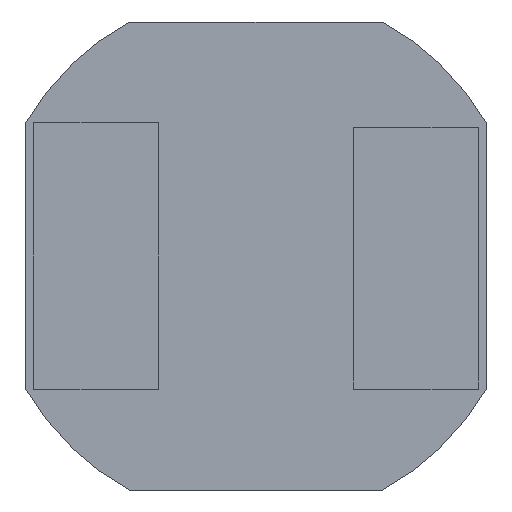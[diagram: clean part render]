
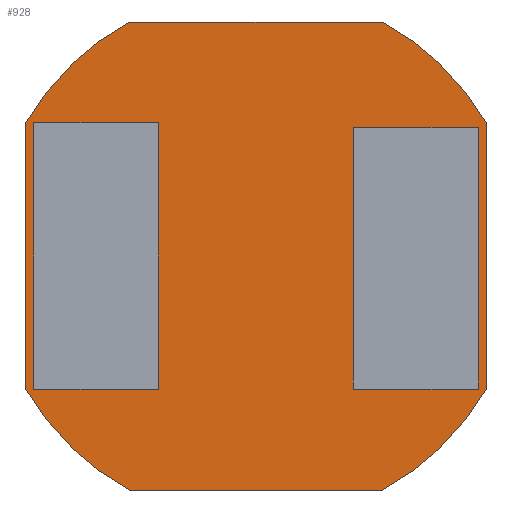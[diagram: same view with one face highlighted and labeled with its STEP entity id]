
A CAD part, front view. The second image highlights one B-rep face of the part: STEP entity #928.
In plain terms, the highlighted planar face has unit normal (0, -1, 0).
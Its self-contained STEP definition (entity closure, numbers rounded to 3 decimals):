
#30=FACE_BOUND('',#171,.T.);
#31=FACE_BOUND('',#172,.T.);
#64=PLANE('',#1016);
#114=FACE_OUTER_BOUND('',#170,.T.);
#170=EDGE_LOOP('',(#806,#807,#808,#809,#810,#811,#812,#813));
#171=EDGE_LOOP('',(#814,#815,#816,#817));
#172=EDGE_LOOP('',(#818,#819,#820,#821));
#190=LINE('',#1331,#270);
#194=LINE('',#1339,#274);
#197=LINE('',#1345,#277);
#200=LINE('',#1350,#280);
#202=LINE('',#1356,#282);
#206=LINE('',#1364,#286);
#209=LINE('',#1370,#289);
#212=LINE('',#1375,#292);
#242=LINE('',#1572,#322);
#245=LINE('',#1580,#325);
#248=LINE('',#1588,#328);
#252=LINE('',#1599,#332);
#270=VECTOR('',#1080,3.348);
#274=VECTOR('',#1086,1.6);
#277=VECTOR('',#1091,3.348);
#280=VECTOR('',#1096,1.6);
#282=VECTOR('',#1102,3.41);
#286=VECTOR('',#1108,1.6);
#289=VECTOR('',#1113,3.41);
#292=VECTOR('',#1118,1.6);
#322=VECTOR('',#1236,3.231);
#325=VECTOR('',#1245,3.41);
#328=VECTOR('',#1254,3.231);
#332=VECTOR('',#1266,3.41);
#365=CIRCLE('',#1004,3.407);
#366=CIRCLE('',#1007,3.407);
#367=CIRCLE('',#1010,3.407);
#368=CIRCLE('',#1013,3.407);
#388=VERTEX_POINT('',#1329);
#389=VERTEX_POINT('',#1330);
#392=VERTEX_POINT('',#1338);
#394=VERTEX_POINT('',#1344);
#396=VERTEX_POINT('',#1354);
#397=VERTEX_POINT('',#1355);
#400=VERTEX_POINT('',#1363);
#402=VERTEX_POINT('',#1369);
#444=VERTEX_POINT('',#1565);
#445=VERTEX_POINT('',#1566);
#446=VERTEX_POINT('',#1571);
#447=VERTEX_POINT('',#1575);
#448=VERTEX_POINT('',#1579);
#449=VERTEX_POINT('',#1583);
#450=VERTEX_POINT('',#1587);
#452=VERTEX_POINT('',#1593);
#480=EDGE_CURVE('',#388,#389,#190,.T.);
#484=EDGE_CURVE('',#389,#392,#194,.T.);
#487=EDGE_CURVE('',#392,#394,#197,.T.);
#490=EDGE_CURVE('',#394,#388,#200,.T.);
#492=EDGE_CURVE('',#396,#397,#202,.T.);
#496=EDGE_CURVE('',#397,#400,#206,.T.);
#499=EDGE_CURVE('',#400,#402,#209,.T.);
#502=EDGE_CURVE('',#402,#396,#212,.T.);
#559=EDGE_CURVE('',#444,#445,#365,.T.);
#562=EDGE_CURVE('',#445,#446,#242,.T.);
#564=EDGE_CURVE('',#446,#447,#366,.T.);
#566=EDGE_CURVE('',#447,#448,#245,.T.);
#568=EDGE_CURVE('',#448,#449,#367,.T.);
#570=EDGE_CURVE('',#449,#450,#248,.T.);
#573=EDGE_CURVE('',#450,#452,#368,.T.);
#576=EDGE_CURVE('',#452,#444,#252,.T.);
#806=ORIENTED_EDGE('',*,*,#576,.T.);
#807=ORIENTED_EDGE('',*,*,#559,.T.);
#808=ORIENTED_EDGE('',*,*,#562,.T.);
#809=ORIENTED_EDGE('',*,*,#564,.T.);
#810=ORIENTED_EDGE('',*,*,#566,.T.);
#811=ORIENTED_EDGE('',*,*,#568,.T.);
#812=ORIENTED_EDGE('',*,*,#570,.T.);
#813=ORIENTED_EDGE('',*,*,#573,.T.);
#814=ORIENTED_EDGE('',*,*,#480,.T.);
#815=ORIENTED_EDGE('',*,*,#484,.T.);
#816=ORIENTED_EDGE('',*,*,#487,.T.);
#817=ORIENTED_EDGE('',*,*,#490,.T.);
#818=ORIENTED_EDGE('',*,*,#492,.T.);
#819=ORIENTED_EDGE('',*,*,#496,.T.);
#820=ORIENTED_EDGE('',*,*,#499,.T.);
#821=ORIENTED_EDGE('',*,*,#502,.T.);
#928=ADVANCED_FACE('',(#114,#30,#31),#64,.T.);
#1004=AXIS2_PLACEMENT_3D('',#1567,#1230,#1231);
#1007=AXIS2_PLACEMENT_3D('',#1576,#1240,#1241);
#1010=AXIS2_PLACEMENT_3D('',#1584,#1249,#1250);
#1013=AXIS2_PLACEMENT_3D('',#1594,#1259,#1260);
#1016=AXIS2_PLACEMENT_3D('',#1601,#1268,#1269);
#1080=DIRECTION('',(0.,0.,1.));
#1086=DIRECTION('',(1.,0.,0.));
#1091=DIRECTION('',(0.,0.,-1.));
#1096=DIRECTION('',(-1.,0.,0.));
#1102=DIRECTION('',(0.,0.,1.));
#1108=DIRECTION('',(1.,0.,0.));
#1113=DIRECTION('',(0.,0.,-1.));
#1118=DIRECTION('',(-1.,0.,0.));
#1230=DIRECTION('center_axis',(0.,-1.,0.));
#1231=DIRECTION('ref_axis',(0.474,0.,0.88));
#1236=DIRECTION('',(1.,0.,0.));
#1240=DIRECTION('center_axis',(0.,-1.,0.));
#1241=DIRECTION('ref_axis',(-0.866,0.,0.5));
#1245=DIRECTION('',(0.,0.,1.));
#1249=DIRECTION('center_axis',(0.,-1.,0.));
#1250=DIRECTION('ref_axis',(-0.474,0.,-0.88));
#1254=DIRECTION('',(-1.,0.,0.));
#1259=DIRECTION('center_axis',(0.,-1.,0.));
#1260=DIRECTION('ref_axis',(0.866,0.,-0.5));
#1266=DIRECTION('',(0.,0.,-1.));
#1268=DIRECTION('center_axis',(0.,-1.,0.));
#1269=DIRECTION('ref_axis',(0.,0.,-1.));
#1329=CARTESIAN_POINT('',(1.25,0.,-1.705));
#1330=CARTESIAN_POINT('',(1.25,0.,1.643));
#1331=CARTESIAN_POINT('',(1.25,0.,0.822));
#1338=CARTESIAN_POINT('',(2.85,0.,1.643));
#1339=CARTESIAN_POINT('',(1.425,0.,1.643));
#1344=CARTESIAN_POINT('',(2.85,0.,-1.705));
#1345=CARTESIAN_POINT('',(2.85,0.,-0.853));
#1350=CARTESIAN_POINT('',(0.625,0.,-1.705));
#1354=CARTESIAN_POINT('',(-2.85,0.,-1.705));
#1355=CARTESIAN_POINT('',(-2.85,0.,1.705));
#1356=CARTESIAN_POINT('',(-2.85,0.,0.853));
#1363=CARTESIAN_POINT('',(-1.25,0.,1.705));
#1364=CARTESIAN_POINT('',(-0.625,0.,1.705));
#1369=CARTESIAN_POINT('',(-1.25,0.,-1.705));
#1370=CARTESIAN_POINT('',(-1.25,0.,-0.853));
#1375=CARTESIAN_POINT('',(-1.425,0.,-1.705));
#1565=CARTESIAN_POINT('',(-2.95,0.,-1.705));
#1566=CARTESIAN_POINT('',(-1.616,0.,-3.));
#1567=CARTESIAN_POINT('Origin',(0.,0.,0.));
#1571=CARTESIAN_POINT('',(1.616,0.,-3.));
#1572=CARTESIAN_POINT('',(-1.616,0.,-3.));
#1575=CARTESIAN_POINT('',(2.95,0.,-1.705));
#1576=CARTESIAN_POINT('Origin',(0.,0.,0.));
#1579=CARTESIAN_POINT('',(2.95,0.,1.705));
#1580=CARTESIAN_POINT('',(2.95,0.,-1.705));
#1583=CARTESIAN_POINT('',(1.616,0.,3.));
#1584=CARTESIAN_POINT('Origin',(0.,0.,0.));
#1587=CARTESIAN_POINT('',(-1.616,0.,3.));
#1588=CARTESIAN_POINT('',(1.616,0.,3.));
#1593=CARTESIAN_POINT('',(-2.95,0.,1.705));
#1594=CARTESIAN_POINT('Origin',(0.,0.,0.));
#1599=CARTESIAN_POINT('',(-2.95,0.,1.705));
#1601=CARTESIAN_POINT('Origin',(0.,0.,0.));
